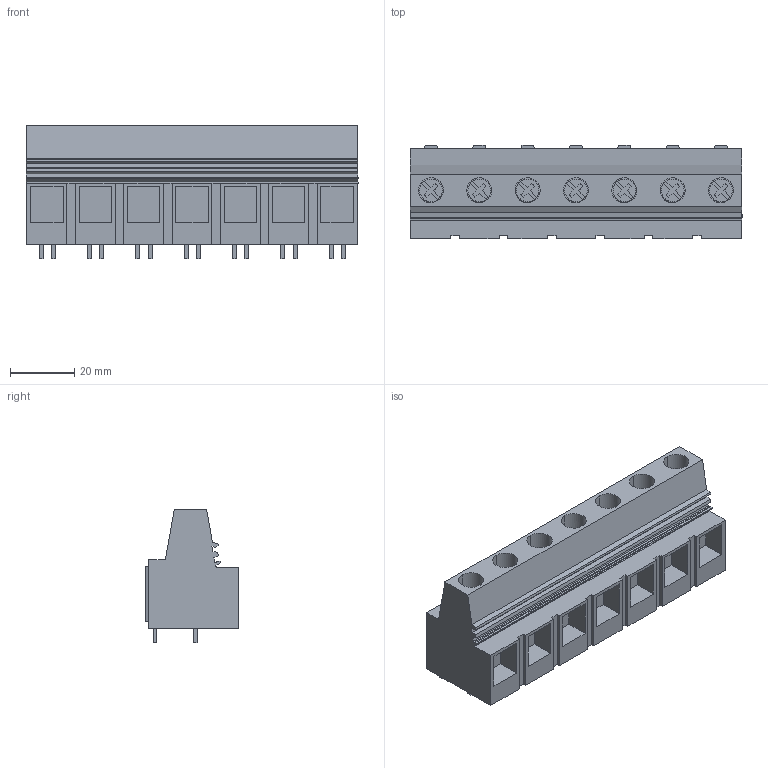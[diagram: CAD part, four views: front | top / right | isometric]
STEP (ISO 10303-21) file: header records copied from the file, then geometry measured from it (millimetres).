
FILE_DESCRIPTION(('CATIA V5 STEP Exchange','CAx-IF Rec.Pracs.--- Model Styling and Organization---1.2---2011-12-15'),'2;1');
FILE_NAME ('D1449864_0_1226510000_1226510000.stp','2018-04-13T09:40:43+00:00',('none'),('Weidmueller'),'CATIA Version 5-6 Release 2014','CATIA V5 STEP AP214','none');
FILE_SCHEMA(('AUTOMOTIVE_DESIGN { 1 0 10303 214 1 1 1 1 }'));
Length unit declared in the file: millimetre
Products named in the file (1): 1226510000
Bounding box: 103 x 29.06 x 41.45 mm (x, y, z)
Volume: 67125.2 mm3; surface area: 24434.7 mm2
Topology: 22 solids, 22 shells, 675 faces, 1814 edges, 1218 vertices
Faces by surface type: plane 602, cylinder 59, extrusion 14
Entity records: 20343 total; most frequent: CARTESIAN_POINT 4526, ORIENTED_EDGE 3628, DIRECTION 2560, EDGE_CURVE 1814, VECTOR 1654, LINE 1640, VERTEX_POINT 1218, EDGE_LOOP 710
